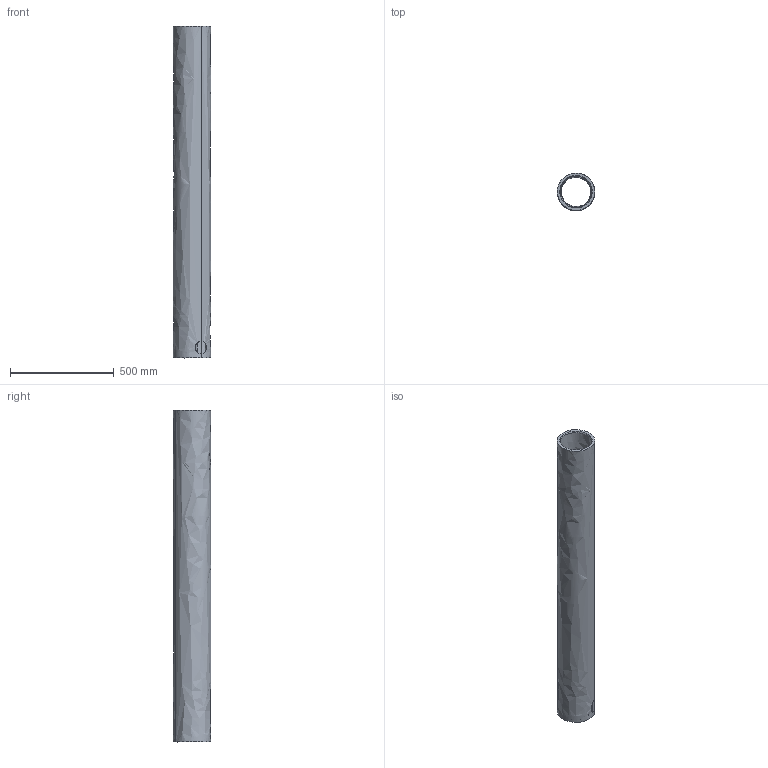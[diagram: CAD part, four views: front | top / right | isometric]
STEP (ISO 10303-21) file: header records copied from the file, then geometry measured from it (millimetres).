
FILE_DESCRIPTION (( 'STEP AP203' ), '1' );
FILE_NAME ('680-01 camisa pote.STEP', '2021-07-15T22:53:11', ( '' ), ( '' ), 'SwSTEP 2.0', 'SolidWorks 2018', '' );
FILE_SCHEMA (( 'CONFIG_CONTROL_DESIGN' ));
Length unit declared in the file: millimetre
Products named in the file (1): 680-01 camisa pote
Bounding box: 180 x 179.86 x 1600 mm (x, y, z)
Volume: 12408183.5 mm3; surface area: 1682492.4 mm2
Topology: 1 solids, 1 shells, 68 faces, 241 edges, 184 vertices
Faces by surface type: bspline 68
Entity records: 4798 total; most frequent: CARTESIAN_POINT 3348, ORIENTED_EDGE 482, EDGE_CURVE 241, B_SPLINE_CURVE_WITH_KNOTS 207, VERTEX_POINT 184, EDGE_LOOP 85, FACE_OUTER_BOUND 68, ADVANCED_FACE 68
